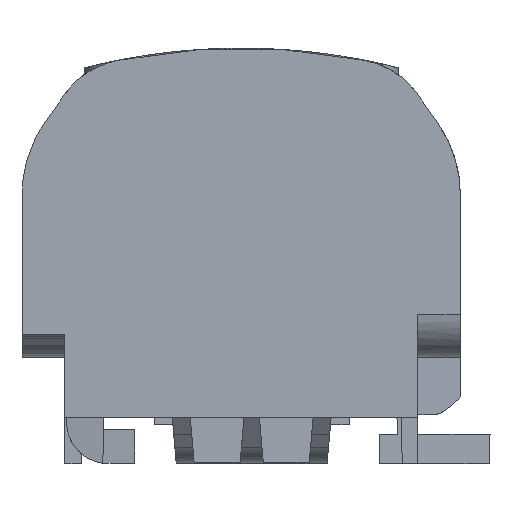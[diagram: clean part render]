
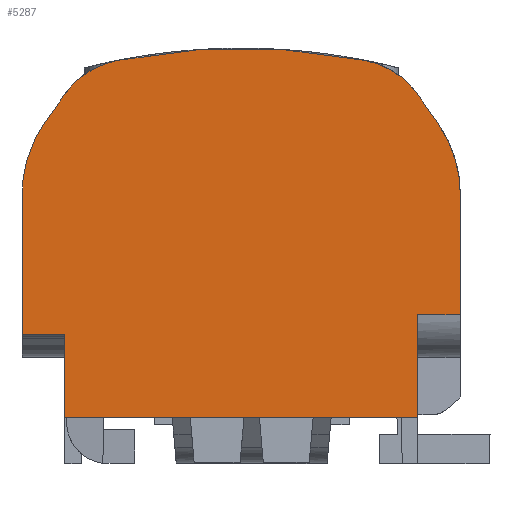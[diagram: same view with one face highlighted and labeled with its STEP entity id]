
A CAD part, left-side view. The second image highlights one B-rep face of the part: STEP entity #5287.
In plain terms, the highlighted planar face has unit normal (-1, 0, 0).
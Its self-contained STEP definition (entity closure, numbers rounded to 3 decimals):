
#5156=AXIS2_PLACEMENT_3D('Plane Axis2P3D',#5153,#5154,#5155) ;
#5190=AXIS2_PLACEMENT_3D('Circle Axis2P3D',#5188,#5189,$) ;
#5207=AXIS2_PLACEMENT_3D('Circle Axis2P3D',#5205,#5206,$) ;
#1285=CARTESIAN_POINT('Vertex',(0.,8.6,17.702)) ;
#1288=CARTESIAN_POINT('Line Origine',(0.,8.6,11.601)) ;
#1292=CARTESIAN_POINT('Vertex',(0.,8.6,5.5)) ;
#2319=CARTESIAN_POINT('Vertex',(0.,3.5,31.86)) ;
#2322=CARTESIAN_POINT('Line Origine',(0.,3.5,24.781)) ;
#2326=CARTESIAN_POINT('Vertex',(0.,3.5,17.702)) ;
#4711=CARTESIAN_POINT('Line Origine',(0.,29.5,5.5)) ;
#4715=CARTESIAN_POINT('Vertex',(0.,50.4,5.5)) ;
#5141=CARTESIAN_POINT('Line Origine',(0.,4.91,17.702)) ;
#5153=CARTESIAN_POINT('Axis2P3D Location',(0.,49.4,5.5)) ;
#5159=CARTESIAN_POINT('Control Point',(0.,6.213,40.463)) ;
#5160=CARTESIAN_POINT('Control Point',(0.,5.342,39.22)) ;
#5161=CARTESIAN_POINT('Control Point',(0.,4.629,37.866)) ;
#5162=CARTESIAN_POINT('Control Point',(0.,4.091,36.429)) ;
#5163=CARTESIAN_POINT('Control Point',(0.,3.669,34.631)) ;
#5164=CARTESIAN_POINT('Control Point',(0.,3.525,32.804)) ;
#5165=CARTESIAN_POINT('Control Point',(0.,3.508,32.489)) ;
#5166=CARTESIAN_POINT('Control Point',(0.,3.5,32.174)) ;
#5167=CARTESIAN_POINT('Control Point',(0.,3.5,31.86)) ;
#5168=CARTESIAN_POINT('Vertex',(0.,6.213,40.463)) ;
#5171=CARTESIAN_POINT('Line Origine',(0.,7.369,42.115)) ;
#5175=CARTESIAN_POINT('Vertex',(0.,8.526,43.766)) ;
#5179=CARTESIAN_POINT('Control Point',(0.,9.38,44.825)) ;
#5180=CARTESIAN_POINT('Control Point',(0.,9.195,44.625)) ;
#5181=CARTESIAN_POINT('Control Point',(0.,9.017,44.419)) ;
#5182=CARTESIAN_POINT('Control Point',(0.,8.845,44.207)) ;
#5183=CARTESIAN_POINT('Control Point',(0.,8.682,43.989)) ;
#5184=CARTESIAN_POINT('Control Point',(0.,8.526,43.766)) ;
#5185=CARTESIAN_POINT('Vertex',(0.,9.38,44.825)) ;
#5188=CARTESIAN_POINT('Axis2P3D Location',(0.,16.717,38.031)) ;
#5192=CARTESIAN_POINT('Vertex',(0.,14.751,47.835)) ;
#5196=CARTESIAN_POINT('Control Point',(0.,44.249,47.835)) ;
#5197=CARTESIAN_POINT('Control Point',(0.,38.427,49.003)) ;
#5198=CARTESIAN_POINT('Control Point',(0.,32.489,49.595)) ;
#5199=CARTESIAN_POINT('Control Point',(0.,26.511,49.595)) ;
#5200=CARTESIAN_POINT('Control Point',(0.,20.573,49.003)) ;
#5201=CARTESIAN_POINT('Control Point',(0.,14.751,47.835)) ;
#5202=CARTESIAN_POINT('Vertex',(0.,44.249,47.835)) ;
#5205=CARTESIAN_POINT('Axis2P3D Location',(0.,42.283,38.031)) ;
#5209=CARTESIAN_POINT('Vertex',(0.,49.62,44.825)) ;
#5213=CARTESIAN_POINT('Control Point',(0.,50.474,43.766)) ;
#5214=CARTESIAN_POINT('Control Point',(0.,50.318,43.989)) ;
#5215=CARTESIAN_POINT('Control Point',(0.,50.155,44.207)) ;
#5216=CARTESIAN_POINT('Control Point',(0.,49.983,44.419)) ;
#5217=CARTESIAN_POINT('Control Point',(0.,49.805,44.625)) ;
#5218=CARTESIAN_POINT('Control Point',(0.,49.62,44.825)) ;
#5219=CARTESIAN_POINT('Vertex',(0.,50.474,43.766)) ;
#5222=CARTESIAN_POINT('Line Origine',(0.,51.668,42.062)) ;
#5226=CARTESIAN_POINT('Vertex',(0.,52.862,40.357)) ;
#5230=CARTESIAN_POINT('Control Point',(0.,54.226,37.91)) ;
#5231=CARTESIAN_POINT('Control Point',(0.,53.999,38.423)) ;
#5232=CARTESIAN_POINT('Control Point',(0.,53.749,38.926)) ;
#5233=CARTESIAN_POINT('Control Point',(0.,53.475,39.417)) ;
#5234=CARTESIAN_POINT('Control Point',(0.,53.18,39.894)) ;
#5235=CARTESIAN_POINT('Control Point',(0.,52.862,40.357)) ;
#5236=CARTESIAN_POINT('Vertex',(0.,54.226,37.91)) ;
#5240=CARTESIAN_POINT('Control Point',(0.,55.5,31.86)) ;
#5241=CARTESIAN_POINT('Control Point',(0.,55.5,33.105)) ;
#5242=CARTESIAN_POINT('Control Point',(0.,55.371,34.351)) ;
#5243=CARTESIAN_POINT('Control Point',(0.,55.112,35.579)) ;
#5244=CARTESIAN_POINT('Control Point',(0.,54.728,36.77)) ;
#5245=CARTESIAN_POINT('Control Point',(0.,54.226,37.91)) ;
#5246=CARTESIAN_POINT('Vertex',(0.,55.5,31.86)) ;
#5249=CARTESIAN_POINT('Line Origine',(0.,55.5,23.598)) ;
#5253=CARTESIAN_POINT('Vertex',(0.,55.5,15.337)) ;
#5256=CARTESIAN_POINT('Line Origine',(0.,52.95,15.337)) ;
#5260=CARTESIAN_POINT('Vertex',(0.,50.4,15.337)) ;
#5263=CARTESIAN_POINT('Line Origine',(0.,50.4,10.419)) ;
#1289=DIRECTION('Vector Direction',(0.,0.,1.)) ;
#2323=DIRECTION('Vector Direction',(0.,0.,-1.)) ;
#4712=DIRECTION('Vector Direction',(0.,1.,0.)) ;
#5142=DIRECTION('Vector Direction',(0.,-1.,0.)) ;
#5154=DIRECTION('Axis2P3D Direction',(-1.,0.,0.)) ;
#5155=DIRECTION('Axis2P3D XDirection',(0.,1.,0.)) ;
#5172=DIRECTION('Vector Direction',(0.,-0.574,-0.819)) ;
#5189=DIRECTION('Axis2P3D Direction',(-1.,0.,0.)) ;
#5206=DIRECTION('Axis2P3D Direction',(-1.,0.,0.)) ;
#5223=DIRECTION('Vector Direction',(0.,-0.574,0.819)) ;
#5250=DIRECTION('Vector Direction',(0.,0.,-1.)) ;
#5257=DIRECTION('Vector Direction',(0.,-1.,0.)) ;
#5264=DIRECTION('Vector Direction',(0.,0.,-1.)) ;
#1290=VECTOR('Line Direction',#1289,1.) ;
#2324=VECTOR('Line Direction',#2323,1.) ;
#4713=VECTOR('Line Direction',#4712,1.) ;
#5143=VECTOR('Line Direction',#5142,1.) ;
#5173=VECTOR('Line Direction',#5172,1.) ;
#5224=VECTOR('Line Direction',#5223,1.) ;
#5251=VECTOR('Line Direction',#5250,1.) ;
#5258=VECTOR('Line Direction',#5257,1.) ;
#5265=VECTOR('Line Direction',#5264,1.) ;
#5269=ORIENTED_EDGE('',*,*,#4717,.F.) ;
#5270=ORIENTED_EDGE('',*,*,#1294,.T.) ;
#5271=ORIENTED_EDGE('',*,*,#5145,.F.) ;
#5272=ORIENTED_EDGE('',*,*,#2328,.F.) ;
#5273=ORIENTED_EDGE('',*,*,#5170,.T.) ;
#5274=ORIENTED_EDGE('',*,*,#5177,.F.) ;
#5275=ORIENTED_EDGE('',*,*,#5187,.T.) ;
#5276=ORIENTED_EDGE('',*,*,#5194,.T.) ;
#5277=ORIENTED_EDGE('',*,*,#5204,.T.) ;
#5278=ORIENTED_EDGE('',*,*,#5211,.T.) ;
#5279=ORIENTED_EDGE('',*,*,#5221,.T.) ;
#5280=ORIENTED_EDGE('',*,*,#5228,.F.) ;
#5281=ORIENTED_EDGE('',*,*,#5238,.T.) ;
#5282=ORIENTED_EDGE('',*,*,#5248,.T.) ;
#5283=ORIENTED_EDGE('',*,*,#5255,.T.) ;
#5284=ORIENTED_EDGE('',*,*,#5262,.T.) ;
#5285=ORIENTED_EDGE('',*,*,#5267,.T.) ;
#5287=ADVANCED_FACE('Koerper.2',(#5286),#5157,.T.) ;
#5158=B_SPLINE_CURVE_WITH_KNOTS('',5,(#5159,#5160,#5161,#5162,#5163,#5164,#5165,#5166,#5167),.UNSPECIFIED.,.F.,.U.,(6,3,6),(0.,10.733,12.958),.UNSPECIFIED.) ;
#5178=B_SPLINE_CURVE_WITH_KNOTS('',5,(#5179,#5180,#5181,#5182,#5183,#5184),.UNSPECIFIED.,.F.,.U.,(6,6),(0.,1.925),.UNSPECIFIED.) ;
#5195=B_SPLINE_CURVE_WITH_KNOTS('',5,(#5196,#5197,#5198,#5199,#5200,#5201),.UNSPECIFIED.,.F.,.U.,(6,6),(0.,41.991),.UNSPECIFIED.) ;
#5212=B_SPLINE_CURVE_WITH_KNOTS('',5,(#5213,#5214,#5215,#5216,#5217,#5218),.UNSPECIFIED.,.F.,.U.,(6,6),(0.,1.925),.UNSPECIFIED.) ;
#5229=B_SPLINE_CURVE_WITH_KNOTS('',5,(#5230,#5231,#5232,#5233,#5234,#5235),.UNSPECIFIED.,.F.,.U.,(6,6),(0.,3.967),.UNSPECIFIED.) ;
#5239=B_SPLINE_CURVE_WITH_KNOTS('',5,(#5240,#5241,#5242,#5243,#5244,#5245),.UNSPECIFIED.,.F.,.U.,(6,6),(0.,8.808),.UNSPECIFIED.) ;
#5191=CIRCLE('generated circle',#5190,10.) ;
#5208=CIRCLE('generated circle',#5207,10.) ;
#1294=EDGE_CURVE('',#1293,#1286,#1291,.T.) ;
#2328=EDGE_CURVE('',#2320,#2327,#2325,.T.) ;
#4717=EDGE_CURVE('',#1293,#4716,#4714,.T.) ;
#5145=EDGE_CURVE('',#2327,#1286,#5144,.F.) ;
#5170=EDGE_CURVE('',#2320,#5169,#5158,.F.) ;
#5177=EDGE_CURVE('',#5176,#5169,#5174,.T.) ;
#5187=EDGE_CURVE('',#5176,#5186,#5178,.F.) ;
#5194=EDGE_CURVE('',#5186,#5193,#5191,.T.) ;
#5204=EDGE_CURVE('',#5193,#5203,#5195,.F.) ;
#5211=EDGE_CURVE('',#5203,#5210,#5208,.T.) ;
#5221=EDGE_CURVE('',#5210,#5220,#5212,.F.) ;
#5228=EDGE_CURVE('',#5227,#5220,#5225,.T.) ;
#5238=EDGE_CURVE('',#5227,#5237,#5229,.F.) ;
#5248=EDGE_CURVE('',#5237,#5247,#5239,.F.) ;
#5255=EDGE_CURVE('',#5247,#5254,#5252,.T.) ;
#5262=EDGE_CURVE('',#5254,#5261,#5259,.T.) ;
#5267=EDGE_CURVE('',#5261,#4716,#5266,.T.) ;
#5268=EDGE_LOOP('',(#5269,#5270,#5271,#5272,#5273,#5274,#5275,#5276,#5277,#5278,#5279,#5280,#5281,#5282,#5283,#5284,#5285)) ;
#5286=FACE_OUTER_BOUND('',#5268,.T.) ;
#1291=LINE('Line',#1288,#1290) ;
#2325=LINE('Line',#2322,#2324) ;
#4714=LINE('Line',#4711,#4713) ;
#5144=LINE('Line',#5141,#5143) ;
#5174=LINE('Line',#5171,#5173) ;
#5225=LINE('Line',#5222,#5224) ;
#5252=LINE('Line',#5249,#5251) ;
#5259=LINE('Line',#5256,#5258) ;
#5266=LINE('Line',#5263,#5265) ;
#5157=PLANE('',#5156) ;
#1286=VERTEX_POINT('',#1285) ;
#1293=VERTEX_POINT('',#1292) ;
#2320=VERTEX_POINT('',#2319) ;
#2327=VERTEX_POINT('',#2326) ;
#4716=VERTEX_POINT('',#4715) ;
#5169=VERTEX_POINT('',#5168) ;
#5176=VERTEX_POINT('',#5175) ;
#5186=VERTEX_POINT('',#5185) ;
#5193=VERTEX_POINT('',#5192) ;
#5203=VERTEX_POINT('',#5202) ;
#5210=VERTEX_POINT('',#5209) ;
#5220=VERTEX_POINT('',#5219) ;
#5227=VERTEX_POINT('',#5226) ;
#5237=VERTEX_POINT('',#5236) ;
#5247=VERTEX_POINT('',#5246) ;
#5254=VERTEX_POINT('',#5253) ;
#5261=VERTEX_POINT('',#5260) ;
